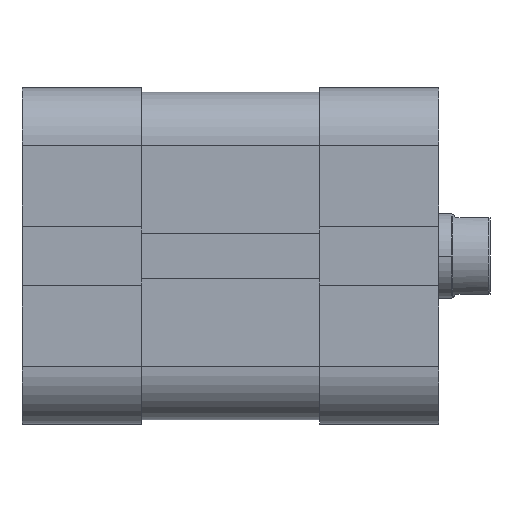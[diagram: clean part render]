
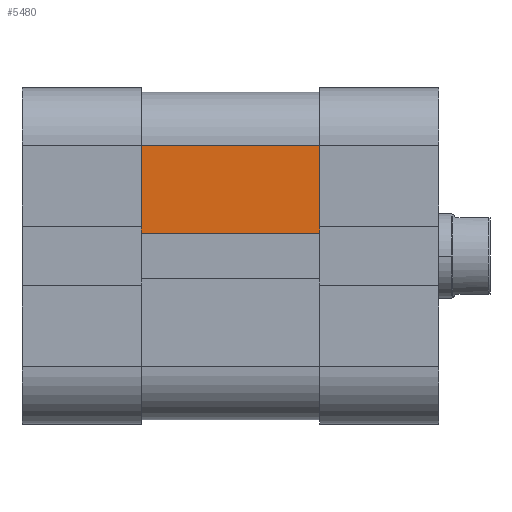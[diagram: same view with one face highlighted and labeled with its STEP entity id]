
A CAD part, front view. The second image highlights one B-rep face of the part: STEP entity #5480.
In plain terms, the highlighted face is planar.
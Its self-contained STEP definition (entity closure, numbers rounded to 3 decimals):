
#554 = CARTESIAN_POINT ( 'NONE',  ( 38.5, 16.55, -21. ) ) ;
#555 = CARTESIAN_POINT ( 'NONE',  ( 38.5, 16.55, 0. ) ) ;
#556 = CARTESIAN_POINT ( 'NONE',  ( 38.5, 6.25, 0. ) ) ;
#557 = CARTESIAN_POINT ( 'NONE',  ( 38.5, 6.25, -21. ) ) ;
#1475 = VERTEX_POINT ( 'NONE', #557 ) ;
#1476 = VERTEX_POINT ( 'NONE', #556 ) ;
#1477 = VERTEX_POINT ( 'NONE', #555 ) ;
#1478 = VERTEX_POINT ( 'NONE', #554 ) ;
#3359 = CARTESIAN_POINT ( 'NONE',  ( 38.5, 32.25, -21. ) ) ;
#3362 = PLANE ( 'NONE',  #4499 ) ;
#3369 = DIRECTION ( 'NONE',  ( 1., 0., 0. ) ) ;
#3370 = DIRECTION ( 'NONE',  ( 0., 0., -1. ) ) ;
#3769 = CARTESIAN_POINT ( 'NONE',  ( 38.5, 32.25, 0. ) ) ;
#3770 = DIRECTION ( 'NONE',  ( 0., 1., 0. ) ) ;
#3784 = CARTESIAN_POINT ( 'NONE',  ( 38.5, 6.25, -21. ) ) ;
#3785 = DIRECTION ( 'NONE',  ( 0., 0., 1. ) ) ;
#3985 = CARTESIAN_POINT ( 'NONE',  ( 38.5, 32.25, -21. ) ) ;
#3986 = DIRECTION ( 'NONE',  ( 0., 1., 0. ) ) ;
#3991 = CARTESIAN_POINT ( 'NONE',  ( 38.5, 16.55, -21. ) ) ;
#3992 = DIRECTION ( 'NONE',  ( 0., 0., 1. ) ) ;
#4499 = AXIS2_PLACEMENT_3D ( 'NONE', #3359, #3369, #3370 ) ;
#5480 = ADVANCED_FACE ( 'NONE', ( #5828 ), #3362, .T. ) ;
#5652 = ORIENTED_EDGE ( 'NONE', *, *, #6410, .F. ) ;
#5731 = ORIENTED_EDGE ( 'NONE', *, *, #6491, .T. ) ;
#5761 = ORIENTED_EDGE ( 'NONE', *, *, #6403, .F. ) ;
#5766 = ORIENTED_EDGE ( 'NONE', *, *, #6493, .T. ) ;
#5828 = FACE_OUTER_BOUND ( 'NONE', #6871, .T. ) ;
#6053 = LINE ( 'NONE', #3769, #6054 ) ;
#6054 = VECTOR ( 'NONE', #3770, 1000. ) ;
#6065 = LINE ( 'NONE', #3784, #6066 ) ;
#6066 = VECTOR ( 'NONE', #3785, 1000. ) ;
#6181 = LINE ( 'NONE', #3991, #6182 ) ;
#6182 = VECTOR ( 'NONE', #3992, 1000. ) ;
#6188 = LINE ( 'NONE', #3985, #6189 ) ;
#6189 = VECTOR ( 'NONE', #3986, 1000. ) ;
#6403 = EDGE_CURVE ( 'NONE', #1476, #1477, #6053, .T. ) ;
#6410 = EDGE_CURVE ( 'NONE', #1475, #1476, #6065, .T. ) ;
#6491 = EDGE_CURVE ( 'NONE', #1475, #1478, #6188, .T. ) ;
#6493 = EDGE_CURVE ( 'NONE', #1478, #1477, #6181, .T. ) ;
#6871 = EDGE_LOOP ( 'NONE', ( #5766, #5761, #5652, #5731 ) ) ;
